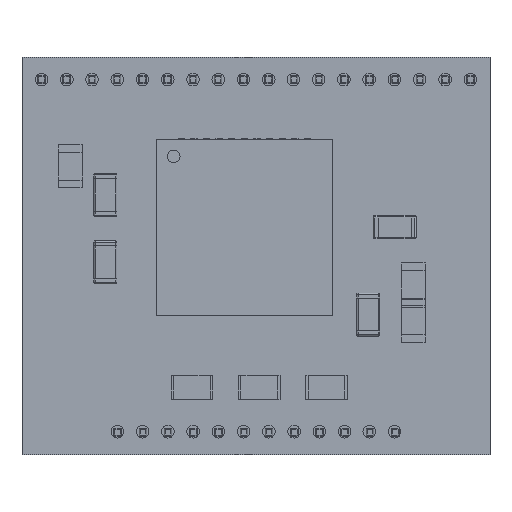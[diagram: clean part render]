
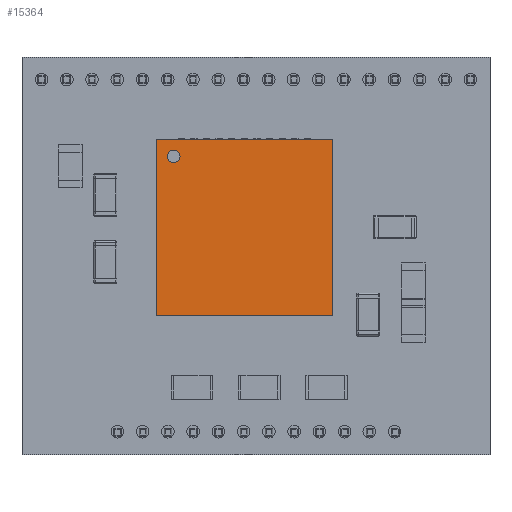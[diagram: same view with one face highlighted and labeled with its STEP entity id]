
A CAD part, top view. The second image highlights one B-rep face of the part: STEP entity #15364.
In plain terms, the highlighted planar face has unit normal (0, 0, 1).
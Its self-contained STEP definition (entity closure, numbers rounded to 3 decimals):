
#9928 = EDGE_CURVE('',#9929,#9931,#9933,.T.);
#9929 = VERTEX_POINT('',#9930);
#9930 = CARTESIAN_POINT('',(-3.49,-3.49,0.77));
#9931 = VERTEX_POINT('',#9932);
#9932 = CARTESIAN_POINT('',(3.49,-3.49,0.77));
#9933 = LINE('',#9934,#9935);
#9934 = CARTESIAN_POINT('',(-3.49,-3.49,0.77));
#9935 = VECTOR('',#9936,1.);
#9936 = DIRECTION('',(1.,0.,0.));
#10210 = EDGE_CURVE('',#10211,#10213,#10215,.T.);
#10211 = VERTEX_POINT('',#10212);
#10212 = CARTESIAN_POINT('',(-3.49,3.49,0.77));
#10213 = VERTEX_POINT('',#10214);
#10214 = CARTESIAN_POINT('',(3.49,3.49,0.77));
#10215 = LINE('',#10216,#10217);
#10216 = CARTESIAN_POINT('',(-3.49,3.49,0.77));
#10217 = VECTOR('',#10218,1.);
#10218 = DIRECTION('',(1.,0.,0.));
#10496 = EDGE_CURVE('',#10211,#9929,#10497,.T.);
#10497 = LINE('',#10498,#10499);
#10498 = CARTESIAN_POINT('',(-3.49,3.49,0.77));
#10499 = VECTOR('',#10500,1.);
#10500 = DIRECTION('',(0.,-1.,0.));
#12922 = EDGE_CURVE('',#10213,#9931,#12923,.T.);
#12923 = LINE('',#12924,#12925);
#12924 = CARTESIAN_POINT('',(3.49,3.49,0.77));
#12925 = VECTOR('',#12926,1.);
#12926 = DIRECTION('',(0.,-1.,0.));
#15364 = ADVANCED_FACE('',(#15365,#15371),#15382,.T.);
#15365 = FACE_BOUND('',#15366,.T.);
#15366 = EDGE_LOOP('',(#15367,#15368,#15369,#15370));
#15367 = ORIENTED_EDGE('',*,*,#10210,.F.);
#15368 = ORIENTED_EDGE('',*,*,#10496,.T.);
#15369 = ORIENTED_EDGE('',*,*,#9928,.T.);
#15370 = ORIENTED_EDGE('',*,*,#12922,.F.);
#15371 = FACE_BOUND('',#15372,.T.);
#15372 = EDGE_LOOP('',(#15373));
#15373 = ORIENTED_EDGE('',*,*,#15374,.T.);
#15374 = EDGE_CURVE('',#15375,#15375,#15377,.T.);
#15375 = VERTEX_POINT('',#15376);
#15376 = CARTESIAN_POINT('',(-2.8,2.55,0.77));
#15377 = CIRCLE('',#15378,0.25);
#15378 = AXIS2_PLACEMENT_3D('',#15379,#15380,#15381);
#15379 = CARTESIAN_POINT('',(-2.8,2.8,0.77));
#15380 = DIRECTION('',(0.,0.,-1.));
#15381 = DIRECTION('',(0.,-1.,0.));
#15382 = PLANE('',#15383);
#15383 = AXIS2_PLACEMENT_3D('',#15384,#15385,#15386);
#15384 = CARTESIAN_POINT('',(-3.49,3.49,0.77));
#15385 = DIRECTION('',(0.,0.,1.));
#15386 = DIRECTION('',(0.,-1.,0.));
